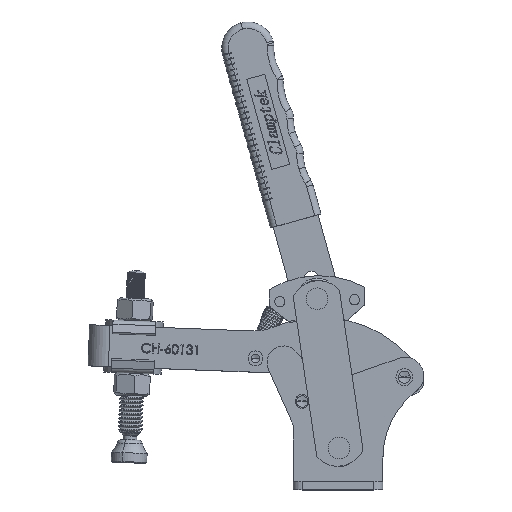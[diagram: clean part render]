
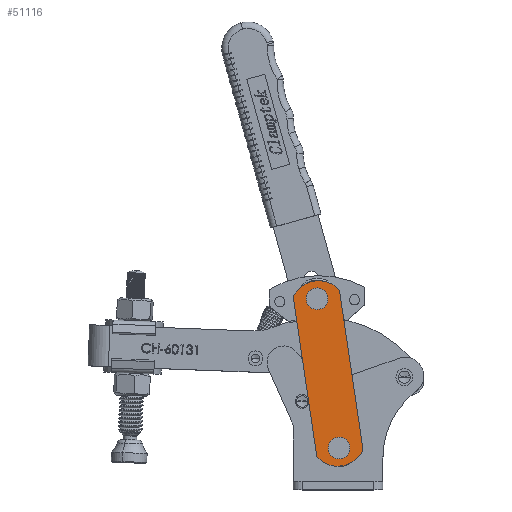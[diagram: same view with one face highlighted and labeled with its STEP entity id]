
A CAD part, top view. The second image highlights one B-rep face of the part: STEP entity #51116.
In plain terms, the highlighted planar face has unit normal (0, 0, 1).
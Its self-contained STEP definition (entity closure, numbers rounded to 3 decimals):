
#36796 = VERTEX_POINT ( 'NONE', #78280 ) ;
#51096 = VERTEX_POINT ( 'NONE', #70291 ) ;
#51116 = ADVANCED_FACE ( 'NONE', ( #70382, #70381, #70379 ), #70377, .T. ) ;
#51119 = EDGE_LOOP ( 'NONE', ( #51121, #51244 ) ) ;
#51121 = ORIENTED_EDGE ( 'NONE', *, *, #51130, .F. ) ;
#51130 = EDGE_CURVE ( 'NONE', #51132, #51134, #70361, .T. ) ;
#51132 = VERTEX_POINT ( 'NONE', #70352 ) ;
#51134 = VERTEX_POINT ( 'NONE', #70350 ) ;
#51167 = EDGE_CURVE ( 'NONE', #51170, #51172, #70426, .T. ) ;
#51170 = VERTEX_POINT ( 'NONE', #70417 ) ;
#51172 = VERTEX_POINT ( 'NONE', #70415 ) ;
#51214 = ORIENTED_EDGE ( 'NONE', *, *, #51216, .T. ) ;
#51216 = EDGE_CURVE ( 'NONE', #36796, #51218, #70620, .T. ) ;
#51218 = VERTEX_POINT ( 'NONE', #70612 ) ;
#51220 = ORIENTED_EDGE ( 'NONE', *, *, #51222, .T. ) ;
#51222 = EDGE_CURVE ( 'NONE', #51218, #51281, #70606, .T. ) ;
#51225 = ORIENTED_EDGE ( 'NONE', *, *, #51280, .T. ) ;
#51227 = ORIENTED_EDGE ( 'NONE', *, *, #51229, .T. ) ;
#51229 = EDGE_CURVE ( 'NONE', #51096, #51231, #70593, .T. ) ;
#51231 = VERTEX_POINT ( 'NONE', #70586 ) ;
#51233 = ORIENTED_EDGE ( 'NONE', *, *, #51235, .T. ) ;
#51235 = EDGE_CURVE ( 'NONE', #51231, #51258, #70581, .T. ) ;
#51238 = EDGE_LOOP ( 'NONE', ( #51240, #51358 ) ) ;
#51240 = ORIENTED_EDGE ( 'NONE', *, *, #51167, .F. ) ;
#51244 = ORIENTED_EDGE ( 'NONE', *, *, #51248, .F. ) ;
#51248 = EDGE_CURVE ( 'NONE', #51134, #51132, #70560, .T. ) ;
#51251 = EDGE_LOOP ( 'NONE', ( #51253, #51262, #51268, #51274, #51214, #51220, #51225, #51227, #51233 ) ) ;
#51253 = ORIENTED_EDGE ( 'NONE', *, *, #51255, .T. ) ;
#51255 = EDGE_CURVE ( 'NONE', #51258, #51260, #70688, .T. ) ;
#51258 = VERTEX_POINT ( 'NONE', #70681 ) ;
#51260 = VERTEX_POINT ( 'NONE', #70679 ) ;
#51262 = ORIENTED_EDGE ( 'NONE', *, *, #51264, .T. ) ;
#51264 = EDGE_CURVE ( 'NONE', #51260, #51266, #70673, .T. ) ;
#51266 = VERTEX_POINT ( 'NONE', #70665 ) ;
#51268 = ORIENTED_EDGE ( 'NONE', *, *, #51270, .T. ) ;
#51270 = EDGE_CURVE ( 'NONE', #51266, #51272, #70660, .T. ) ;
#51272 = VERTEX_POINT ( 'NONE', #70652 ) ;
#51274 = ORIENTED_EDGE ( 'NONE', *, *, #51276, .T. ) ;
#51276 = EDGE_CURVE ( 'NONE', #51272, #36796, #70648, .T. ) ;
#51280 = EDGE_CURVE ( 'NONE', #51281, #51096, #70638, .T. ) ;
#51281 = VERTEX_POINT ( 'NONE', #70630 ) ;
#51358 = ORIENTED_EDGE ( 'NONE', *, *, #51360, .F. ) ;
#51360 = EDGE_CURVE ( 'NONE', #51172, #51170, #70788, .T. ) ;
#70291 = CARTESIAN_POINT ( 'NONE',  ( 2063.735, -1048.937, 6. ) ) ;
#70350 = CARTESIAN_POINT ( 'NONE',  ( 2151.979, -1036.821, 6. ) ) ;
#70352 = CARTESIAN_POINT ( 'NONE',  ( 2143.979, -1036.821, 6. ) ) ;
#70354 = DIRECTION ( 'NONE',  ( 1., 0., 0. ) ) ;
#70356 = DIRECTION ( 'NONE',  ( 0., 0., 1. ) ) ;
#70358 = CARTESIAN_POINT ( 'NONE',  ( 2147.979, -1036.821, 6. ) ) ;
#70359 = AXIS2_PLACEMENT_3D ( 'NONE', #70358, #70356, #70354 ) ;
#70361 = CIRCLE ( 'NONE', #70359, 4. ) ;
#70367 = DIRECTION ( 'NONE',  ( 1., 0., 0. ) ) ;
#70369 = DIRECTION ( 'NONE',  ( 0., 0., 1. ) ) ;
#70370 = AXIS2_PLACEMENT_3D ( 'NONE', #70376, #70369, #70367 ) ;
#70376 = CARTESIAN_POINT ( 'NONE',  ( 2150.243, -1047.321, 6. ) ) ;
#70377 = PLANE ( 'NONE',  #70370 ) ;
#70379 = FACE_BOUND ( 'NONE', #51238, .T. ) ;
#70381 = FACE_OUTER_BOUND ( 'NONE', #51251, .T. ) ;
#70382 = FACE_BOUND ( 'NONE', #51119, .T. ) ;
#70415 = CARTESIAN_POINT ( 'NONE',  ( 2071.179, -1036.821, 6. ) ) ;
#70417 = CARTESIAN_POINT ( 'NONE',  ( 2063.179, -1036.821, 6. ) ) ;
#70419 = DIRECTION ( 'NONE',  ( 1., 0., 0. ) ) ;
#70421 = DIRECTION ( 'NONE',  ( 0., 0., 1. ) ) ;
#70423 = CARTESIAN_POINT ( 'NONE',  ( 2067.179, -1036.821, 6. ) ) ;
#70424 = AXIS2_PLACEMENT_3D ( 'NONE', #70423, #70421, #70419 ) ;
#70426 = CIRCLE ( 'NONE', #70424, 4. ) ;
#70554 = DIRECTION ( 'NONE',  ( 1., 0., 0. ) ) ;
#70556 = DIRECTION ( 'NONE',  ( 0., 0., 1. ) ) ;
#70557 = CARTESIAN_POINT ( 'NONE',  ( 2147.979, -1036.821, 6. ) ) ;
#70559 = AXIS2_PLACEMENT_3D ( 'NONE', #70557, #70556, #70554 ) ;
#70560 = CIRCLE ( 'NONE', #70559, 4. ) ;
#70561 = CARTESIAN_POINT ( 'NONE',  ( 2150.243, -1047.321, 6. ) ) ;
#70576 = DIRECTION ( 'NONE',  ( 1., 0., 0. ) ) ;
#70578 = VECTOR ( 'NONE', #70576, 1000. ) ;
#70580 = CARTESIAN_POINT ( 'NONE',  ( 2150.243, -1049.321, 6. ) ) ;
#70581 = LINE ( 'NONE', #70580, #70578 ) ;
#70586 = CARTESIAN_POINT ( 'NONE',  ( 2064.914, -1049.321, 6. ) ) ;
#70587 = DIRECTION ( 'NONE',  ( 1., 0., 0. ) ) ;
#70589 = DIRECTION ( 'NONE',  ( 0., 0., 1. ) ) ;
#70590 = CARTESIAN_POINT ( 'NONE',  ( 2064.914, -1047.321, 6. ) ) ;
#70591 = AXIS2_PLACEMENT_3D ( 'NONE', #70590, #70589, #70587 ) ;
#70593 = CIRCLE ( 'NONE', #70591, 2. ) ;
#70599 = DIRECTION ( 'NONE',  ( 1., 0., 0. ) ) ;
#70601 = DIRECTION ( 'NONE',  ( 0., 0., 1. ) ) ;
#70603 = CARTESIAN_POINT ( 'NONE',  ( 2072.579, -1036.821, 6. ) ) ;
#70604 = AXIS2_PLACEMENT_3D ( 'NONE', #70603, #70601, #70599 ) ;
#70606 = CIRCLE ( 'NONE', #70604, 15. ) ;
#70612 = CARTESIAN_POINT ( 'NONE',  ( 2063.735, -1024.706, 6. ) ) ;
#70613 = DIRECTION ( 'NONE',  ( 1., 0., 0. ) ) ;
#70615 = DIRECTION ( 'NONE',  ( 0., 0., 1. ) ) ;
#70617 = CARTESIAN_POINT ( 'NONE',  ( 2064.914, -1026.321, 6. ) ) ;
#70619 = AXIS2_PLACEMENT_3D ( 'NONE', #70617, #70615, #70613 ) ;
#70620 = CIRCLE ( 'NONE', #70619, 2. ) ;
#70630 = CARTESIAN_POINT ( 'NONE',  ( 2057.579, -1036.821, 6. ) ) ;
#70632 = DIRECTION ( 'NONE',  ( 1., 0., 0. ) ) ;
#70634 = DIRECTION ( 'NONE',  ( 0., 0., 1. ) ) ;
#70635 = CARTESIAN_POINT ( 'NONE',  ( 2072.579, -1036.821, 6. ) ) ;
#70636 = AXIS2_PLACEMENT_3D ( 'NONE', #70635, #70634, #70632 ) ;
#70638 = CIRCLE ( 'NONE', #70636, 15. ) ;
#70643 = DIRECTION ( 'NONE',  ( -1., 0., 0. ) ) ;
#70644 = VECTOR ( 'NONE', #70643, 1000. ) ;
#70646 = CARTESIAN_POINT ( 'NONE',  ( 2150.243, -1024.321, 6. ) ) ;
#70648 = LINE ( 'NONE', #70646, #70644 ) ;
#70652 = CARTESIAN_POINT ( 'NONE',  ( 2150.243, -1024.321, 6. ) ) ;
#70653 = DIRECTION ( 'NONE',  ( 1., 0., 0. ) ) ;
#70655 = DIRECTION ( 'NONE',  ( 0., 0., 1. ) ) ;
#70657 = CARTESIAN_POINT ( 'NONE',  ( 2150.243, -1026.321, 6. ) ) ;
#70659 = AXIS2_PLACEMENT_3D ( 'NONE', #70657, #70655, #70653 ) ;
#70660 = CIRCLE ( 'NONE', #70659, 2. ) ;
#70665 = CARTESIAN_POINT ( 'NONE',  ( 2151.423, -1024.706, 6. ) ) ;
#70667 = DIRECTION ( 'NONE',  ( 1., 0., 0. ) ) ;
#70668 = DIRECTION ( 'NONE',  ( 0., 0., 1. ) ) ;
#70670 = CARTESIAN_POINT ( 'NONE',  ( 2142.579, -1036.821, 6. ) ) ;
#70671 = AXIS2_PLACEMENT_3D ( 'NONE', #70670, #70668, #70667 ) ;
#70673 = CIRCLE ( 'NONE', #70671, 15. ) ;
#70679 = CARTESIAN_POINT ( 'NONE',  ( 2151.423, -1048.937, 6. ) ) ;
#70681 = CARTESIAN_POINT ( 'NONE',  ( 2150.243, -1049.321, 6. ) ) ;
#70683 = DIRECTION ( 'NONE',  ( 1., 0., 0. ) ) ;
#70684 = DIRECTION ( 'NONE',  ( 0., 0., 1. ) ) ;
#70686 = AXIS2_PLACEMENT_3D ( 'NONE', #70561, #70684, #70683 ) ;
#70688 = CIRCLE ( 'NONE', #70686, 2. ) ;
#70784 = DIRECTION ( 'NONE',  ( 1., 0., 0. ) ) ;
#70785 = DIRECTION ( 'NONE',  ( 0., 0., 1. ) ) ;
#70787 = AXIS2_PLACEMENT_3D ( 'NONE', #70802, #70785, #70784 ) ;
#70788 = CIRCLE ( 'NONE', #70787, 4. ) ;
#70802 = CARTESIAN_POINT ( 'NONE',  ( 2067.179, -1036.821, 6. ) ) ;
#78280 = CARTESIAN_POINT ( 'NONE',  ( 2064.914, -1024.321, 6. ) ) ;
